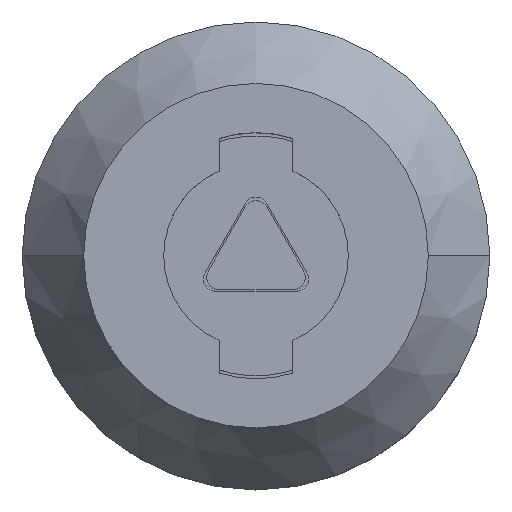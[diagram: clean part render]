
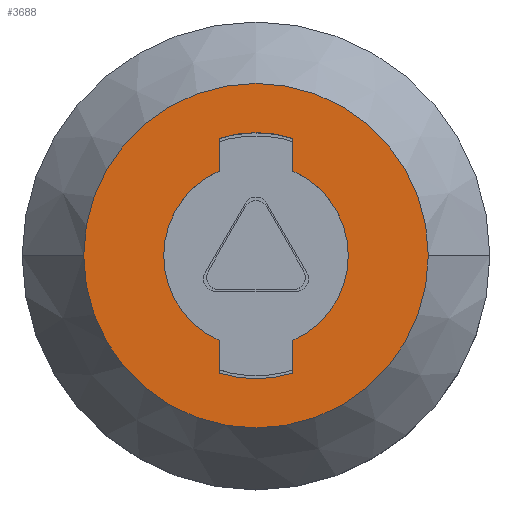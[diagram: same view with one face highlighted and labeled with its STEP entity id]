
A CAD part, top view. The second image highlights one B-rep face of the part: STEP entity #3688.
In plain terms, the highlighted planar face has unit normal (0, 0, 1).
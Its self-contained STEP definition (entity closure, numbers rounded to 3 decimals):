
#134 = DIRECTION ( 'NONE',  ( 1., 0., 0. ) ) ;
#139 = AXIS2_PLACEMENT_3D ( 'NONE', #9391, #6326, #7950 ) ;
#208 = LINE ( 'NONE', #8251, #9238 ) ;
#310 = EDGE_CURVE ( 'NONE', #8713, #2656, #208, .T. ) ;
#379 = CIRCLE ( 'NONE', #827, 10. ) ;
#437 = CARTESIAN_POINT ( 'NONE',  ( 0., 0., 0. ) ) ;
#440 = EDGE_CURVE ( 'NONE', #2656, #6204, #7092, .T. ) ;
#600 = CIRCLE ( 'NONE', #139, 7.5 ) ;
#647 = CARTESIAN_POINT ( 'NONE',  ( 3., 9.539, 0. ) ) ;
#696 = DIRECTION ( 'NONE',  ( 0., 0., 1. ) ) ;
#827 = AXIS2_PLACEMENT_3D ( 'NONE', #4568, #6730, #7393 ) ;
#1044 = EDGE_LOOP ( 'NONE', ( #3878, #2619 ) ) ;
#1197 = DIRECTION ( 'NONE',  ( 0., 0., 1. ) ) ;
#1319 = CARTESIAN_POINT ( 'NONE',  ( 3., -6.874, 0. ) ) ;
#1639 = EDGE_CURVE ( 'NONE', #6255, #3983, #5914, .T. ) ;
#1799 = VECTOR ( 'NONE', #8381, 1000. ) ;
#1873 = CARTESIAN_POINT ( 'NONE',  ( 3., -9.539, 0. ) ) ;
#1894 = CARTESIAN_POINT ( 'NONE',  ( -3., -6.874, 0. ) ) ;
#1898 = DIRECTION ( 'NONE',  ( 1., 0., 0. ) ) ;
#1945 = CARTESIAN_POINT ( 'NONE',  ( -3., 9.539, 0. ) ) ;
#2358 = VERTEX_POINT ( 'NONE', #6910 ) ;
#2435 = ORIENTED_EDGE ( 'NONE', *, *, #4244, .F. ) ;
#2482 = EDGE_CURVE ( 'NONE', #5960, #7169, #6851, .T. ) ;
#2619 = ORIENTED_EDGE ( 'NONE', *, *, #6921, .T. ) ;
#2634 = VERTEX_POINT ( 'NONE', #1945 ) ;
#2656 = VERTEX_POINT ( 'NONE', #1319 ) ;
#2698 = ORIENTED_EDGE ( 'NONE', *, *, #310, .F. ) ;
#2952 = VERTEX_POINT ( 'NONE', #3912 ) ;
#3167 = EDGE_CURVE ( 'NONE', #2952, #4705, #9327, .T. ) ;
#3259 = LINE ( 'NONE', #8393, #6761 ) ;
#3490 = CARTESIAN_POINT ( 'NONE',  ( 0., 0., 0. ) ) ;
#3688 = ADVANCED_FACE ( 'NONE', ( #6291, #9221 ), #4144, .F. ) ;
#3848 = CARTESIAN_POINT ( 'NONE',  ( -3., -9.539, 0. ) ) ;
#3878 = ORIENTED_EDGE ( 'NONE', *, *, #1639, .T. ) ;
#3904 = CARTESIAN_POINT ( 'NONE',  ( -14., 0., 0. ) ) ;
#3912 = CARTESIAN_POINT ( 'NONE',  ( 3., 6.874, 0. ) ) ;
#3983 = VERTEX_POINT ( 'NONE', #8330 ) ;
#3984 = ORIENTED_EDGE ( 'NONE', *, *, #6409, .F. ) ;
#4035 = AXIS2_PLACEMENT_3D ( 'NONE', #4799, #9071, #7724 ) ;
#4069 = DIRECTION ( 'NONE',  ( 1., 0., 0. ) ) ;
#4132 = ORIENTED_EDGE ( 'NONE', *, *, #5678, .F. ) ;
#4144 = PLANE ( 'NONE',  #5474 ) ;
#4194 = AXIS2_PLACEMENT_3D ( 'NONE', #437, #8481, #1898 ) ;
#4244 = EDGE_CURVE ( 'NONE', #2634, #2358, #3259, .T. ) ;
#4358 = EDGE_CURVE ( 'NONE', #6204, #2952, #7881, .T. ) ;
#4366 = AXIS2_PLACEMENT_3D ( 'NONE', #8268, #8994, #134 ) ;
#4443 = DIRECTION ( 'NONE',  ( -1., 0., 0. ) ) ;
#4540 = ORIENTED_EDGE ( 'NONE', *, *, #2482, .F. ) ;
#4568 = CARTESIAN_POINT ( 'NONE',  ( 0., 0., 0. ) ) ;
#4697 = AXIS2_PLACEMENT_3D ( 'NONE', #3490, #1197, #4069 ) ;
#4705 = VERTEX_POINT ( 'NONE', #4952 ) ;
#4799 = CARTESIAN_POINT ( 'NONE',  ( 0., 0., 0. ) ) ;
#4952 = CARTESIAN_POINT ( 'NONE',  ( 3., 9.539, 0. ) ) ;
#5155 = ORIENTED_EDGE ( 'NONE', *, *, #3167, .F. ) ;
#5247 = CARTESIAN_POINT ( 'NONE',  ( 0., 0., 0. ) ) ;
#5353 = ORIENTED_EDGE ( 'NONE', *, *, #6274, .F. ) ;
#5474 = AXIS2_PLACEMENT_3D ( 'NONE', #5247, #7363, #4443 ) ;
#5633 = CARTESIAN_POINT ( 'NONE',  ( -3., -6.874, 0. ) ) ;
#5670 = ORIENTED_EDGE ( 'NONE', *, *, #440, .F. ) ;
#5678 = EDGE_CURVE ( 'NONE', #2358, #5960, #600, .T. ) ;
#5718 = CARTESIAN_POINT ( 'NONE',  ( 0., 0., 0. ) ) ;
#5862 = CARTESIAN_POINT ( 'NONE',  ( 7.5, 0., 0. ) ) ;
#5914 = CIRCLE ( 'NONE', #4697, 14. ) ;
#5960 = VERTEX_POINT ( 'NONE', #5633 ) ;
#6204 = VERTEX_POINT ( 'NONE', #5862 ) ;
#6255 = VERTEX_POINT ( 'NONE', #3904 ) ;
#6274 = EDGE_CURVE ( 'NONE', #4705, #2634, #379, .T. ) ;
#6291 = FACE_BOUND ( 'NONE', #7783, .T. ) ;
#6326 = DIRECTION ( 'NONE',  ( 0., 0., 1. ) ) ;
#6352 = CIRCLE ( 'NONE', #9271, 14. ) ;
#6408 = VECTOR ( 'NONE', #8514, 1000. ) ;
#6409 = EDGE_CURVE ( 'NONE', #7169, #8713, #7098, .T. ) ;
#6531 = DIRECTION ( 'NONE',  ( 1., 0., 0. ) ) ;
#6621 = DIRECTION ( 'NONE',  ( 0., 1., 0. ) ) ;
#6730 = DIRECTION ( 'NONE',  ( 0., 0., 1. ) ) ;
#6761 = VECTOR ( 'NONE', #8337, 1000. ) ;
#6851 = LINE ( 'NONE', #1894, #1799 ) ;
#6910 = CARTESIAN_POINT ( 'NONE',  ( -3., 6.874, 0. ) ) ;
#6921 = EDGE_CURVE ( 'NONE', #3983, #6255, #6352, .T. ) ;
#7092 = CIRCLE ( 'NONE', #4035, 7.5 ) ;
#7098 = CIRCLE ( 'NONE', #4194, 10. ) ;
#7169 = VERTEX_POINT ( 'NONE', #3848 ) ;
#7225 = ORIENTED_EDGE ( 'NONE', *, *, #4358, .F. ) ;
#7363 = DIRECTION ( 'NONE',  ( 0., 0., -1. ) ) ;
#7393 = DIRECTION ( 'NONE',  ( 1., 0., 0. ) ) ;
#7724 = DIRECTION ( 'NONE',  ( 1., 0., 0. ) ) ;
#7783 = EDGE_LOOP ( 'NONE', ( #5155, #7225, #5670, #2698, #3984, #4540, #4132, #2435, #5353 ) ) ;
#7881 = CIRCLE ( 'NONE', #4366, 7.5 ) ;
#7950 = DIRECTION ( 'NONE',  ( 1., 0., 0. ) ) ;
#8251 = CARTESIAN_POINT ( 'NONE',  ( 3., -6.874, 0. ) ) ;
#8268 = CARTESIAN_POINT ( 'NONE',  ( 0., 0., 0. ) ) ;
#8330 = CARTESIAN_POINT ( 'NONE',  ( 14., 0., 0. ) ) ;
#8337 = DIRECTION ( 'NONE',  ( 0., -1., 0. ) ) ;
#8381 = DIRECTION ( 'NONE',  ( 0., -1., 0. ) ) ;
#8393 = CARTESIAN_POINT ( 'NONE',  ( -3., 9.539, 0. ) ) ;
#8481 = DIRECTION ( 'NONE',  ( 0., 0., 1. ) ) ;
#8514 = DIRECTION ( 'NONE',  ( 0., 1., 0. ) ) ;
#8713 = VERTEX_POINT ( 'NONE', #1873 ) ;
#8994 = DIRECTION ( 'NONE',  ( 0., 0., 1. ) ) ;
#9071 = DIRECTION ( 'NONE',  ( 0., 0., 1. ) ) ;
#9221 = FACE_OUTER_BOUND ( 'NONE', #1044, .T. ) ;
#9238 = VECTOR ( 'NONE', #6621, 1000. ) ;
#9271 = AXIS2_PLACEMENT_3D ( 'NONE', #5718, #696, #6531 ) ;
#9327 = LINE ( 'NONE', #647, #6408 ) ;
#9391 = CARTESIAN_POINT ( 'NONE',  ( 0., 0., 0. ) ) ;
